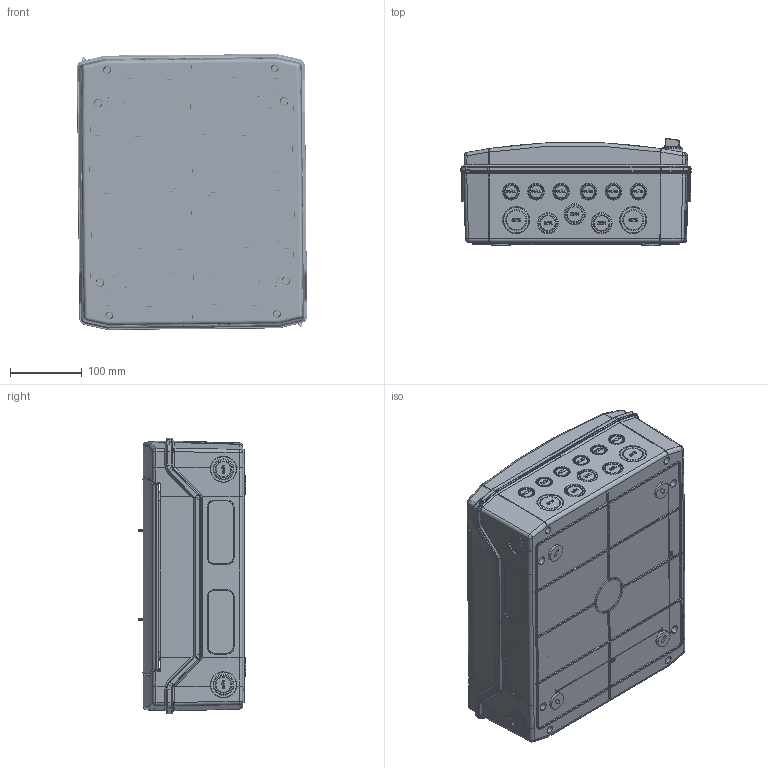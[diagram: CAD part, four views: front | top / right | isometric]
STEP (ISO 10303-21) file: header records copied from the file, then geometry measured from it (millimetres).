
FILE_DESCRIPTION((''),'2;1');
FILE_NAME('ECH-4G_V1_ASM','2021-03-23T',('marketing.praksa'),('Audax d.o.o.'),'CREO PARAMETRIC BY PTC INC, 2017480','CREO PARAMETRIC BY PTC INC, 2017480','');
FILE_SCHEMA(('AUTOMOTIVE_DESIGN { 1 0 10303 214 1 1 1 1 }'));
Products named in the file (22): ETI_LOGO_1_1_1_1_1_1; ETI_LOGO_2_1_1_1_1_1; ETI_LOGO_3_1_1_1_1_1; LIMENA_SINA__LOCK_; DRAFT_NOSAC_SINE__LOCK_; VIJAK_9_5__DNO_I_SINA__1_1; VRATA_N24-D; MASKA_N24-D; VIJAK_30__DNO_I_MASKA__1_1; DRAFT_BRAVA__LOCK__1_1_1_1; DRAFT_BRAVA__LOCK__1_1_1_1_2; DRAFT_BRAVA__LOCK__1_1_1; DRAFT_KLJUC__LOCK__1_1_1; VIJAK_9_5__DNO_I_SINA__1_1_1; DRAFT_BRAVA__LOCK__1_1; DRAFT_KLJUC__LOCK__1_1; VIJAK_9_5__DNO_I_SINA__1_1_1__2; VIJAK_9_5__DNO_I_SINA__1_1_1_1; DNO_N24-D; SCREWDIN; PRT0107; ECH-4G_V1_ASM
Assembly tree (30 placements, depth 2):
  ECH-4G_V1_ASM
    ETI_LOGO_1_1_1_1_1_1
    ETI_LOGO_2_1_1_1_1_1
    ETI_LOGO_3_1_1_1_1_1
    LIMENA_SINA__LOCK_  x2
    DRAFT_NOSAC_SINE__LOCK_  x4
    VIJAK_9_5__DNO_I_SINA__1_1  x3
    VRATA_N24-D
    MASKA_N24-D
    VIJAK_30__DNO_I_MASKA__1_1  x4
    DRAFT_BRAVA__LOCK__1_1_1_1
    DRAFT_BRAVA__LOCK__1_1_1_1_2
    DRAFT_BRAVA__LOCK__1_1_1
    DRAFT_KLJUC__LOCK__1_1_1
    VIJAK_9_5__DNO_I_SINA__1_1_1
    DRAFT_BRAVA__LOCK__1_1
    DRAFT_KLJUC__LOCK__1_1
    VIJAK_9_5__DNO_I_SINA__1_1_1__2
    VIJAK_9_5__DNO_I_SINA__1_1_1_1
    DNO_N24-D
    SCREWDIN
    PRT0107
Bounding box: 321.8 x 149.72 x 385.74 mm (x, y, z)
Volume: 1271001.7 mm3; surface area: 1317692.7 mm2
Topology: 30 solids, 30 shells, 6088 faces, 15925 edges, 10142 vertices
Faces by surface type: plane 2852, bspline 1531, cylinder 777, cone 744, torus 116, revolution 36, sphere 32
Entity records: 290291 total; most frequent: CARTESIAN_POINT 95522, ORIENTED_EDGE 26660, DIRECTION 20117, PRESENTATION_STYLE_ASSIGNMENT 18518, STYLED_ITEM 18518, CURVE_STYLE 13356, EDGE_CURVE 13330, VERTEX_POINT 8546
